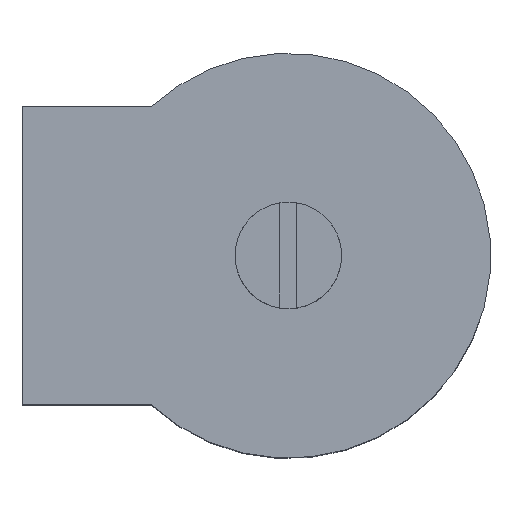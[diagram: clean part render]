
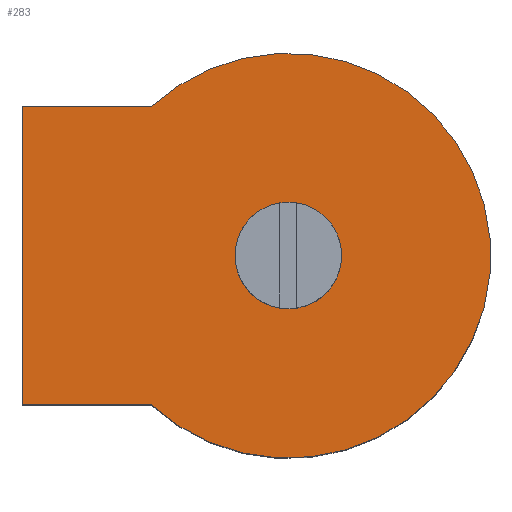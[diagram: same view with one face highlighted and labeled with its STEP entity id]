
A CAD part, top view. The second image highlights one B-rep face of the part: STEP entity #283.
In plain terms, the highlighted planar face has unit normal (0, 0, 1).
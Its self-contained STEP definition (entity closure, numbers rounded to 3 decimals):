
#24=CIRCLE('',#324,4.75);
#46=FACE_OUTER_BOUND('',#68,.T.);
#68=EDGE_LOOP('',(#206,#207,#208,#209));
#88=LINE('',#459,#110);
#91=LINE('',#465,#113);
#94=LINE('',#471,#116);
#110=VECTOR('',#361,10.);
#113=VECTOR('',#366,10.);
#116=VECTOR('',#371,10.);
#132=VERTEX_POINT('',#456);
#133=VERTEX_POINT('',#458);
#135=VERTEX_POINT('',#464);
#137=VERTEX_POINT('',#470);
#156=EDGE_CURVE('',#133,#132,#88,.T.);
#159=EDGE_CURVE('',#135,#133,#91,.T.);
#162=EDGE_CURVE('',#137,#135,#94,.T.);
#165=EDGE_CURVE('',#132,#137,#24,.T.);
#206=ORIENTED_EDGE('',*,*,#165,.T.);
#207=ORIENTED_EDGE('',*,*,#162,.T.);
#208=ORIENTED_EDGE('',*,*,#159,.T.);
#209=ORIENTED_EDGE('',*,*,#156,.T.);
#265=PLANE('',#325);
#283=ADVANCED_FACE('',(#46),#265,.T.);
#324=AXIS2_PLACEMENT_3D('',#475,#377,#378);
#325=AXIS2_PLACEMENT_3D('',#476,#379,#380);
#361=DIRECTION('',(1.,0.,0.));
#366=DIRECTION('',(0.,-1.,0.));
#371=DIRECTION('',(-1.,0.,0.));
#377=DIRECTION('center_axis',(0.,0.,1.));
#378=DIRECTION('ref_axis',(1.,0.,0.));
#379=DIRECTION('center_axis',(0.,0.,1.));
#380=DIRECTION('ref_axis',(1.,0.,0.));
#456=CARTESIAN_POINT('',(-3.211,-3.5,8.));
#458=CARTESIAN_POINT('',(-6.25,-3.5,8.));
#459=CARTESIAN_POINT('',(0.,-3.5,8.));
#464=CARTESIAN_POINT('',(-6.25,3.5,8.));
#465=CARTESIAN_POINT('',(-6.25,-3.5,8.));
#470=CARTESIAN_POINT('',(-3.211,3.5,8.));
#471=CARTESIAN_POINT('',(-6.25,3.5,8.));
#475=CARTESIAN_POINT('Origin',(0.,0.,8.));
#476=CARTESIAN_POINT('Origin',(-0.75,0.,8.));
